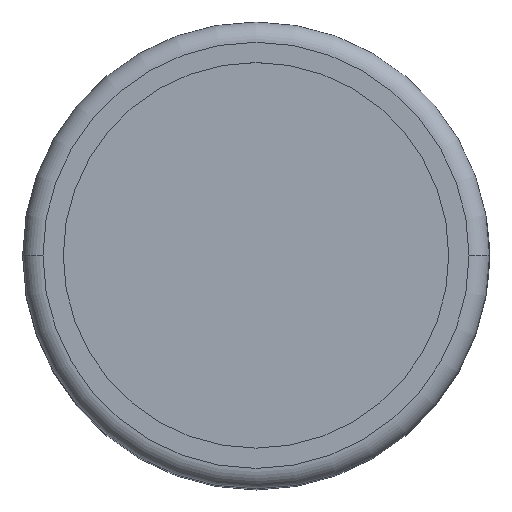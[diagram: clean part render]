
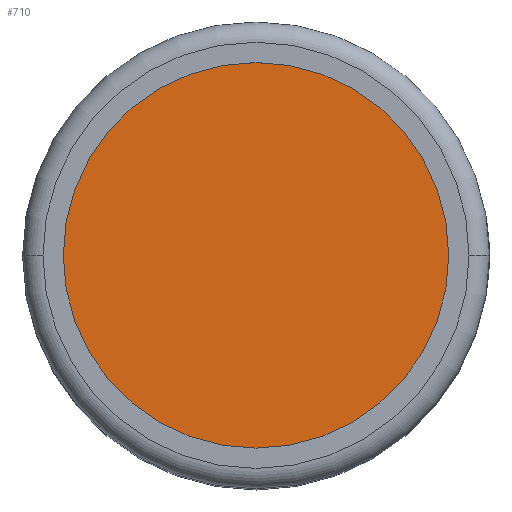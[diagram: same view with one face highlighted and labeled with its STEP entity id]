
A CAD part, top view. The second image highlights one B-rep face of the part: STEP entity #710.
In plain terms, the highlighted planar face has unit normal (0, 0, 1).
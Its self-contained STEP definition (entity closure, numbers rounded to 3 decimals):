
#640=CARTESIAN_POINT('',(-9.5,0.,36.75));
#641=VERTEX_POINT('',#640);
#650=CARTESIAN_POINT('',(9.5,0.0,36.75));
#651=VERTEX_POINT('',#650);
#652=CARTESIAN_POINT('',(0.0,0.0,36.75));
#653=DIRECTION('',(0.0,0.0,-1.0));
#654=DIRECTION('',(-1.0,0.0,0.0));
#655=AXIS2_PLACEMENT_3D('',#652,#653,#654);
#656=CIRCLE('',#655,9.5);
#657=EDGE_CURVE('',#641,#651,#656,.T.);
#691=CARTESIAN_POINT('',(0.0,0.0,36.75));
#692=DIRECTION('',(0.0,0.0,-1.0));
#693=DIRECTION('',(-1.0,0.0,0.0));
#694=AXIS2_PLACEMENT_3D('',#691,#692,#693);
#695=CIRCLE('',#694,9.5);
#696=EDGE_CURVE('',#651,#641,#695,.T.);
#701=CARTESIAN_POINT('',(0.0,0.0,36.75));
#702=DIRECTION('',(0.0,0.0,1.0));
#703=DIRECTION('',(-1.0,0.0,0.0));
#704=AXIS2_PLACEMENT_3D('',#701,#702,#703);
#705=PLANE('',#704);
#706=ORIENTED_EDGE('',*,*,#657,.F.);
#707=ORIENTED_EDGE('',*,*,#696,.F.);
#708=EDGE_LOOP('',(#706,#707));
#709=FACE_OUTER_BOUND('',#708,.T.);
#710=ADVANCED_FACE('',(#709),#705,.T.);
